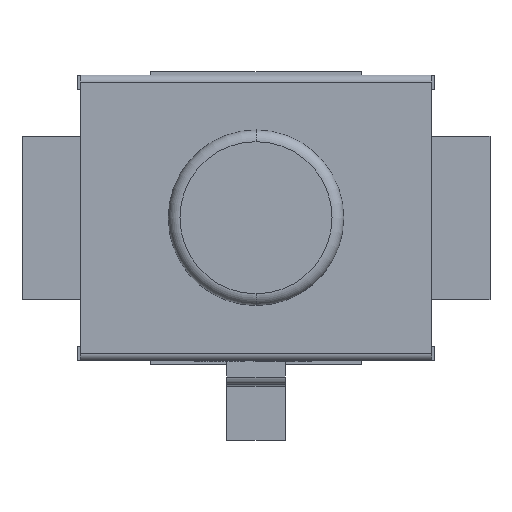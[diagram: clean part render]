
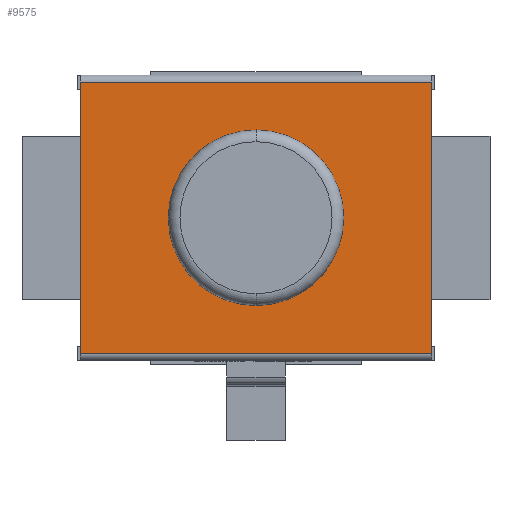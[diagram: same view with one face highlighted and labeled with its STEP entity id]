
A CAD part, top view. The second image highlights one B-rep face of the part: STEP entity #9575.
In plain terms, the highlighted planar face has unit normal (0, 0, 1).
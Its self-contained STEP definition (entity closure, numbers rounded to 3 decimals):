
#639 = FACE_BOUND ( 'NONE', #10005, .T. ) ;
#1126 = DIRECTION ( 'NONE',  ( 1., 0., 0. ) ) ;
#1464 = CARTESIAN_POINT ( 'NONE',  ( 1.5, -1.16, 1.2 ) ) ;
#2026 = AXIS2_PLACEMENT_3D ( 'NONE', #13053, #9352, #1126 ) ;
#2175 = ORIENTED_EDGE ( 'NONE', *, *, #8369, .F. ) ;
#2196 = VERTEX_POINT ( 'NONE', #4483 ) ;
#2265 = DIRECTION ( 'NONE',  ( -1., 0., 0. ) ) ;
#3109 = VECTOR ( 'NONE', #2265, 1000. ) ;
#3212 = VERTEX_POINT ( 'NONE', #10601 ) ;
#3298 = VERTEX_POINT ( 'NONE', #9743 ) ;
#3302 = CARTESIAN_POINT ( 'NONE',  ( 0., 0.75, 1.2 ) ) ;
#3441 = LINE ( 'NONE', #11600, #3109 ) ;
#3970 = DIRECTION ( 'NONE',  ( 0., -1., 0. ) ) ;
#4179 = CARTESIAN_POINT ( 'NONE',  ( 1.5, -1.22, 1.2 ) ) ;
#4316 = PLANE ( 'NONE',  #2026 ) ;
#4476 = ORIENTED_EDGE ( 'NONE', *, *, #12197, .T. ) ;
#4483 = CARTESIAN_POINT ( 'NONE',  ( -1.5, 1.16, 1.2 ) ) ;
#4710 = CARTESIAN_POINT ( 'NONE',  ( 0., -0.75, 1.2 ) ) ;
#4936 = CARTESIAN_POINT ( 'NONE',  ( -1.5, -1.16, 1.2 ) ) ;
#4949 = VECTOR ( 'NONE', #3970, 1000. ) ;
#5157 = VERTEX_POINT ( 'NONE', #4710 ) ;
#5461 = EDGE_CURVE ( 'NONE', #3298, #2196, #3441, .T. ) ;
#5622 = ORIENTED_EDGE ( 'NONE', *, *, #12102, .F. ) ;
#5700 = ORIENTED_EDGE ( 'NONE', *, *, #8183, .T. ) ;
#6601 = LINE ( 'NONE', #4179, #14812 ) ;
#6740 = DIRECTION ( 'NONE',  ( 0., -1., 0. ) ) ;
#7767 = VERTEX_POINT ( 'NONE', #3302 ) ;
#8076 = DIRECTION ( 'NONE',  ( 0., 1., 0. ) ) ;
#8183 = EDGE_CURVE ( 'NONE', #2196, #9719, #9922, .T. ) ;
#8369 = EDGE_CURVE ( 'NONE', #7767, #5157, #15262, .T. ) ;
#8468 = AXIS2_PLACEMENT_3D ( 'NONE', #10342, #9095, #6740 ) ;
#9095 = DIRECTION ( 'NONE',  ( 0., 0., 1. ) ) ;
#9352 = DIRECTION ( 'NONE',  ( 0., 0., 1. ) ) ;
#9513 = EDGE_CURVE ( 'NONE', #3212, #3298, #6601, .T. ) ;
#9575 = ADVANCED_FACE ( 'NONE', ( #10350, #639 ), #4316, .T. ) ;
#9719 = VERTEX_POINT ( 'NONE', #4936 ) ;
#9743 = CARTESIAN_POINT ( 'NONE',  ( 1.5, 1.16, 1.2 ) ) ;
#9922 = LINE ( 'NONE', #14741, #4949 ) ;
#10005 = EDGE_LOOP ( 'NONE', ( #2175, #5622 ) ) ;
#10342 = CARTESIAN_POINT ( 'NONE',  ( 0., 0., 1.2 ) ) ;
#10350 = FACE_OUTER_BOUND ( 'NONE', #14773, .T. ) ;
#10601 = CARTESIAN_POINT ( 'NONE',  ( 1.5, -1.16, 1.2 ) ) ;
#11230 = ORIENTED_EDGE ( 'NONE', *, *, #5461, .T. ) ;
#11330 = AXIS2_PLACEMENT_3D ( 'NONE', #13082, #11914, #15359 ) ;
#11600 = CARTESIAN_POINT ( 'NONE',  ( -1.5, 1.16, 1.2 ) ) ;
#11914 = DIRECTION ( 'NONE',  ( 0., 0., 1. ) ) ;
#12102 = EDGE_CURVE ( 'NONE', #5157, #7767, #14611, .T. ) ;
#12197 = EDGE_CURVE ( 'NONE', #9719, #3212, #14660, .T. ) ;
#13053 = CARTESIAN_POINT ( 'NONE',  ( -1.5, -1.22, 1.2 ) ) ;
#13082 = CARTESIAN_POINT ( 'NONE',  ( 0., 0., 1.2 ) ) ;
#13471 = DIRECTION ( 'NONE',  ( 1., 0., 0. ) ) ;
#13588 = VECTOR ( 'NONE', #13471, 1000. ) ;
#14611 = CIRCLE ( 'NONE', #11330, 0.75 ) ;
#14660 = LINE ( 'NONE', #1464, #13588 ) ;
#14741 = CARTESIAN_POINT ( 'NONE',  ( -1.5, 1.22, 1.2 ) ) ;
#14773 = EDGE_LOOP ( 'NONE', ( #14981, #11230, #5700, #4476 ) ) ;
#14812 = VECTOR ( 'NONE', #8076, 1000. ) ;
#14981 = ORIENTED_EDGE ( 'NONE', *, *, #9513, .T. ) ;
#15262 = CIRCLE ( 'NONE', #8468, 0.75 ) ;
#15359 = DIRECTION ( 'NONE',  ( 0., -1., 0. ) ) ;
